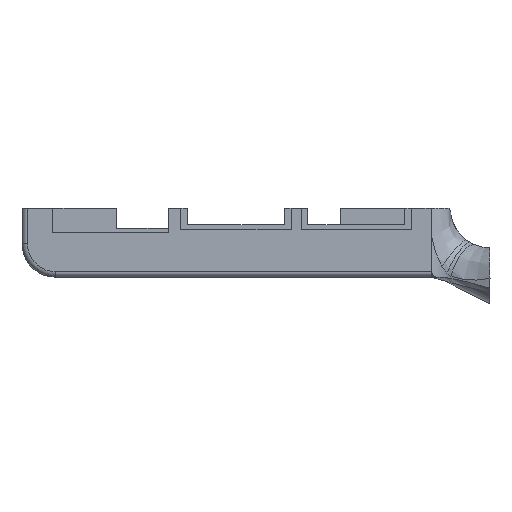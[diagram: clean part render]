
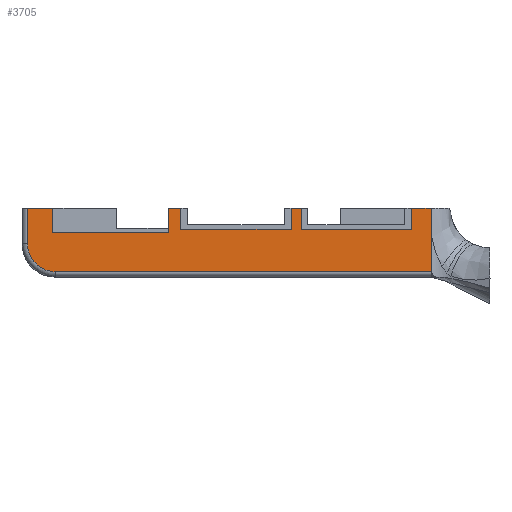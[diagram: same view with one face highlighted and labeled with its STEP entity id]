
A CAD part, front view. The second image highlights one B-rep face of the part: STEP entity #3705.
In plain terms, the highlighted face is planar.
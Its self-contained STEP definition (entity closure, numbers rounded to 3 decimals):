
#101=PLANE('',#3926);
#226=B_SPLINE_CURVE_WITH_KNOTS('',3,(#5164,#5165,#5166,#5167,#5168,#5169,
#5170,#5171),.UNSPECIFIED.,.F.,.F.,(4,2,2,4),(0.005,0.234,
0.354,0.449),.UNSPECIFIED.);
#312=FACE_OUTER_BOUND('',#512,.T.);
#512=EDGE_LOOP('',(#2554,#2555,#2556,#2557,#2558,#2559,#2560,#2561,#2562,
#2563,#2564,#2565,#2566,#2567,#2568,#2569,#2570,#2571));
#741=LINE('',#5102,#1127);
#744=LINE('',#5117,#1130);
#745=LINE('',#5162,#1131);
#746=LINE('',#5173,#1132);
#747=LINE('',#5175,#1133);
#748=LINE('',#5177,#1134);
#749=LINE('',#5179,#1135);
#750=LINE('',#5181,#1136);
#751=LINE('',#5183,#1137);
#752=LINE('',#5185,#1138);
#753=LINE('',#5187,#1139);
#754=LINE('',#5189,#1140);
#755=LINE('',#5191,#1141);
#756=LINE('',#5193,#1142);
#757=LINE('',#5195,#1143);
#758=LINE('',#5196,#1144);
#1127=VECTOR('',#4187,10.);
#1130=VECTOR('',#4204,10.);
#1131=VECTOR('',#4209,10.);
#1132=VECTOR('',#4210,2.95);
#1133=VECTOR('',#4211,3.17);
#1134=VECTOR('',#4212,16.5);
#1135=VECTOR('',#4213,3.17);
#1136=VECTOR('',#4214,1.5);
#1137=VECTOR('',#4215,3.17);
#1138=VECTOR('',#4216,16.5);
#1139=VECTOR('',#4217,3.17);
#1140=VECTOR('',#4218,1.8);
#1141=VECTOR('',#4219,3.6);
#1142=VECTOR('',#4220,17.4);
#1143=VECTOR('',#4221,3.6);
#1144=VECTOR('',#4222,3.75);
#1517=CIRCLE('',#3922,4.2);
#1603=VERTEX_POINT('',#5099);
#1604=VERTEX_POINT('',#5101);
#1606=VERTEX_POINT('',#5107);
#1608=VERTEX_POINT('',#5113);
#1611=VERTEX_POINT('',#5161);
#1612=VERTEX_POINT('',#5163);
#1613=VERTEX_POINT('',#5172);
#1614=VERTEX_POINT('',#5174);
#1615=VERTEX_POINT('',#5176);
#1616=VERTEX_POINT('',#5178);
#1617=VERTEX_POINT('',#5180);
#1618=VERTEX_POINT('',#5182);
#1619=VERTEX_POINT('',#5184);
#1620=VERTEX_POINT('',#5186);
#1621=VERTEX_POINT('',#5188);
#1622=VERTEX_POINT('',#5190);
#1623=VERTEX_POINT('',#5192);
#1624=VERTEX_POINT('',#5194);
#1977=EDGE_CURVE('',#1603,#1604,#741,.T.);
#1982=EDGE_CURVE('',#1604,#1606,#1517,.T.);
#1985=EDGE_CURVE('',#1606,#1608,#744,.T.);
#1988=EDGE_CURVE('',#1611,#1603,#745,.T.);
#1989=EDGE_CURVE('',#1612,#1611,#226,.T.);
#1990=EDGE_CURVE('',#1613,#1612,#746,.T.);
#1991=EDGE_CURVE('',#1613,#1614,#747,.T.);
#1992=EDGE_CURVE('',#1615,#1614,#748,.T.);
#1993=EDGE_CURVE('',#1616,#1615,#749,.T.);
#1994=EDGE_CURVE('',#1616,#1617,#750,.T.);
#1995=EDGE_CURVE('',#1617,#1618,#751,.T.);
#1996=EDGE_CURVE('',#1619,#1618,#752,.T.);
#1997=EDGE_CURVE('',#1620,#1619,#753,.T.);
#1998=EDGE_CURVE('',#1620,#1621,#754,.T.);
#1999=EDGE_CURVE('',#1622,#1621,#755,.T.);
#2000=EDGE_CURVE('',#1623,#1622,#756,.T.);
#2001=EDGE_CURVE('',#1624,#1623,#757,.T.);
#2002=EDGE_CURVE('',#1624,#1608,#758,.T.);
#2554=ORIENTED_EDGE('',*,*,#1985,.F.);
#2555=ORIENTED_EDGE('',*,*,#1982,.F.);
#2556=ORIENTED_EDGE('',*,*,#1977,.F.);
#2557=ORIENTED_EDGE('',*,*,#1988,.F.);
#2558=ORIENTED_EDGE('',*,*,#1989,.F.);
#2559=ORIENTED_EDGE('',*,*,#1990,.F.);
#2560=ORIENTED_EDGE('',*,*,#1991,.T.);
#2561=ORIENTED_EDGE('',*,*,#1992,.F.);
#2562=ORIENTED_EDGE('',*,*,#1993,.F.);
#2563=ORIENTED_EDGE('',*,*,#1994,.T.);
#2564=ORIENTED_EDGE('',*,*,#1995,.T.);
#2565=ORIENTED_EDGE('',*,*,#1996,.F.);
#2566=ORIENTED_EDGE('',*,*,#1997,.F.);
#2567=ORIENTED_EDGE('',*,*,#1998,.T.);
#2568=ORIENTED_EDGE('',*,*,#1999,.F.);
#2569=ORIENTED_EDGE('',*,*,#2000,.F.);
#2570=ORIENTED_EDGE('',*,*,#2001,.F.);
#2571=ORIENTED_EDGE('',*,*,#2002,.T.);
#3705=ADVANCED_FACE('',(#312),#101,.F.);
#3922=AXIS2_PLACEMENT_3D('',#5111,#4197,#4198);
#3926=AXIS2_PLACEMENT_3D('',#5160,#4207,#4208);
#4187=DIRECTION('',(-1.,0.,0.));
#4197=DIRECTION('center_axis',(0.,0.,-1.));
#4198=DIRECTION('ref_axis',(-0.707,-0.707,0.));
#4204=DIRECTION('',(0.,1.,0.));
#4207=DIRECTION('center_axis',(0.,0.,-1.));
#4208=DIRECTION('ref_axis',(-1.,0.,0.));
#4209=DIRECTION('',(0.,-1.,0.));
#4210=DIRECTION('',(1.,0.,0.));
#4211=DIRECTION('',(0.,-1.,0.));
#4212=DIRECTION('',(1.,0.,0.));
#4213=DIRECTION('',(0.,-1.,0.));
#4214=DIRECTION('',(-1.,0.,0.));
#4215=DIRECTION('',(0.,-1.,0.));
#4216=DIRECTION('',(1.,0.,0.));
#4217=DIRECTION('',(0.,-1.,0.));
#4218=DIRECTION('',(-1.,0.,0.));
#4219=DIRECTION('',(0.,1.,0.));
#4220=DIRECTION('',(1.,0.,0.));
#4221=DIRECTION('',(0.,-1.,0.));
#4222=DIRECTION('',(-1.,0.,0.));
#5099=CARTESIAN_POINT('',(61.303,0.8,-4.4));
#5101=CARTESIAN_POINT('',(5.,0.8,-4.4));
#5102=CARTESIAN_POINT('',(31.,0.8,-4.4));
#5107=CARTESIAN_POINT('',(0.8,5.,-4.4));
#5111=CARTESIAN_POINT('Origin',(5.,5.,-4.4));
#5113=CARTESIAN_POINT('',(0.8,10.3,-4.4));
#5117=CARTESIAN_POINT('',(0.8,1.,-4.4));
#5160=CARTESIAN_POINT('Origin',(62.,2.,-4.4));
#5161=CARTESIAN_POINT('',(61.303,5.957,-4.4));
#5162=CARTESIAN_POINT('',(61.303,30.292,-4.4));
#5163=CARTESIAN_POINT('',(61.212,10.3,-4.4));
#5164=CARTESIAN_POINT('Ctrl Pts',(61.212,10.3,-4.4));
#5165=CARTESIAN_POINT('Ctrl Pts',(61.212,9.541,-4.4));
#5166=CARTESIAN_POINT('Ctrl Pts',(61.224,8.869,-4.4));
#5167=CARTESIAN_POINT('Ctrl Pts',(61.262,7.636,-4.4));
#5168=CARTESIAN_POINT('Ctrl Pts',(61.275,7.249,-4.4));
#5169=CARTESIAN_POINT('Ctrl Pts',(61.294,6.615,-4.4));
#5170=CARTESIAN_POINT('Ctrl Pts',(61.303,6.26,-4.4));
#5171=CARTESIAN_POINT('Ctrl Pts',(61.303,5.957,-4.4));
#5172=CARTESIAN_POINT('',(58.25,10.3,-4.4));
#5173=CARTESIAN_POINT('',(58.25,10.3,-4.4));
#5174=CARTESIAN_POINT('',(58.25,7.13,-4.4));
#5175=CARTESIAN_POINT('',(58.25,10.3,-4.4));
#5176=CARTESIAN_POINT('',(41.75,7.13,-4.4));
#5177=CARTESIAN_POINT('',(41.75,7.13,-4.4));
#5178=CARTESIAN_POINT('',(41.75,10.3,-4.4));
#5179=CARTESIAN_POINT('',(41.75,10.3,-4.4));
#5180=CARTESIAN_POINT('',(40.25,10.3,-4.4));
#5181=CARTESIAN_POINT('',(41.75,10.3,-4.4));
#5182=CARTESIAN_POINT('',(40.25,7.13,-4.4));
#5183=CARTESIAN_POINT('',(40.25,10.3,-4.4));
#5184=CARTESIAN_POINT('',(23.75,7.13,-4.4));
#5185=CARTESIAN_POINT('',(23.75,7.13,-4.4));
#5186=CARTESIAN_POINT('',(23.75,10.3,-4.4));
#5187=CARTESIAN_POINT('',(23.75,10.3,-4.4));
#5188=CARTESIAN_POINT('',(21.95,10.3,-4.4));
#5189=CARTESIAN_POINT('',(23.75,10.3,-4.4));
#5190=CARTESIAN_POINT('',(21.95,6.7,-4.4));
#5191=CARTESIAN_POINT('',(21.95,6.7,-4.4));
#5192=CARTESIAN_POINT('',(4.55,6.7,-4.4));
#5193=CARTESIAN_POINT('',(4.55,6.7,-4.4));
#5194=CARTESIAN_POINT('',(4.55,10.3,-4.4));
#5195=CARTESIAN_POINT('',(4.55,10.3,-4.4));
#5196=CARTESIAN_POINT('',(4.55,10.3,-4.4));
